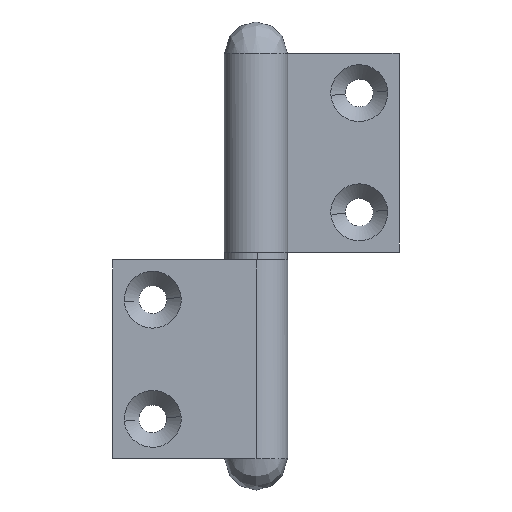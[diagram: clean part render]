
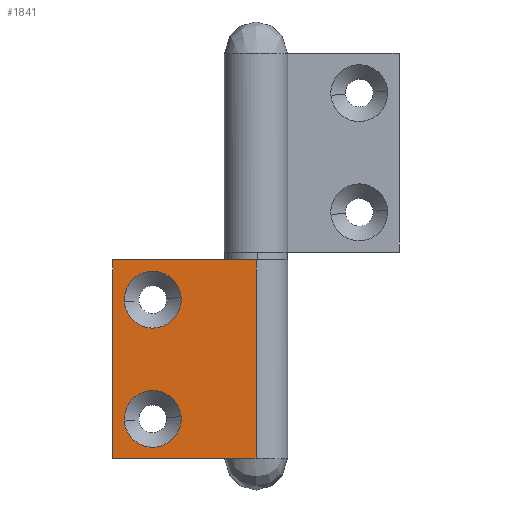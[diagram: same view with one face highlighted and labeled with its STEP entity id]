
A CAD part, front view. The second image highlights one B-rep face of the part: STEP entity #1841.
In plain terms, the highlighted free-form (B-spline) face has degree [1, 1] with [2, 2] control points.
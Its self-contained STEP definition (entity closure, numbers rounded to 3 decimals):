
#959=CARTESIAN_POINT('',(-18.872,-8.,40.561));
#960=VERTEX_POINT('',#959);
#966=CARTESIAN_POINT('',(-26.0,-8.0,47.15));
#967=VERTEX_POINT('',#966);
#968=CARTESIAN_POINT('',(-26.0,-8.0,47.15));
#969=CARTESIAN_POINT('',(-19.391,-8.,47.15));
#970=CARTESIAN_POINT('',(-18.872,-8.,40.561));
#978=(BOUNDED_CURVE()B_SPLINE_CURVE(2,(#968,#969,#970),.UNSPECIFIED.,.F.,.U.)B_SPLINE_CURVE_WITH_KNOTS((3,3),(0.0,0.236),.UNSPECIFIED.)CURVE()GEOMETRIC_REPRESENTATION_ITEM()RATIONAL_B_SPLINE_CURVE((1.0,0.723,0.97))REPRESENTATION_ITEM(''));
#979=EDGE_CURVE('',#967,#960,#978,.T.);
#981=CARTESIAN_POINT('',(-33.128,-8.,39.439));
#982=VERTEX_POINT('',#981);
#983=CARTESIAN_POINT('',(-33.128,-8.,39.439));
#984=CARTESIAN_POINT('',(-33.15,-8.,39.719));
#985=CARTESIAN_POINT('',(-33.15,-8.,40.));
#986=CARTESIAN_POINT('',(-33.15,-8.,47.15));
#987=CARTESIAN_POINT('',(-26.0,-8.0,47.15));
#995=(BOUNDED_CURVE()B_SPLINE_CURVE(2,(#983,#984,#985,#986,#987),.UNSPECIFIED.,.F.,.U.)B_SPLINE_CURVE_WITH_KNOTS((3,2,3),(0.736,0.75,1.0),.UNSPECIFIED.)CURVE()GEOMETRIC_REPRESENTATION_ITEM()RATIONAL_B_SPLINE_CURVE((0.97,0.984,1.0,0.707,1.0))REPRESENTATION_ITEM(''));
#996=EDGE_CURVE('',#982,#967,#995,.T.);
#1102=CARTESIAN_POINT('',(-26.0,-8.0,32.85));
#1103=VERTEX_POINT('',#1102);
#1104=CARTESIAN_POINT('',(-26.0,-8.0,32.85));
#1105=CARTESIAN_POINT('',(-32.609,-8.,32.85));
#1106=CARTESIAN_POINT('',(-33.128,-8.,39.439));
#1114=(BOUNDED_CURVE()B_SPLINE_CURVE(2,(#1104,#1105,#1106),.UNSPECIFIED.,.F.,.U.)B_SPLINE_CURVE_WITH_KNOTS((3,3),(0.5,0.736),.UNSPECIFIED.)CURVE()GEOMETRIC_REPRESENTATION_ITEM()RATIONAL_B_SPLINE_CURVE((1.0,0.723,0.97))REPRESENTATION_ITEM(''));
#1115=EDGE_CURVE('',#1103,#982,#1114,.T.);
#1117=CARTESIAN_POINT('',(-18.872,-8.,40.561));
#1118=CARTESIAN_POINT('',(-18.85,-8.,40.281));
#1119=CARTESIAN_POINT('',(-18.85,-8.,40.));
#1120=CARTESIAN_POINT('',(-18.85,-8.,32.85));
#1121=CARTESIAN_POINT('',(-26.0,-8.0,32.85));
#1129=(BOUNDED_CURVE()B_SPLINE_CURVE(2,(#1117,#1118,#1119,#1120,#1121),.UNSPECIFIED.,.F.,.U.)B_SPLINE_CURVE_WITH_KNOTS((3,2,3),(0.236,0.25,0.5),.UNSPECIFIED.)CURVE()GEOMETRIC_REPRESENTATION_ITEM()RATIONAL_B_SPLINE_CURVE((0.97,0.984,1.0,0.707,1.0))REPRESENTATION_ITEM(''));
#1130=EDGE_CURVE('',#960,#1103,#1129,.T.);
#1295=CARTESIAN_POINT('',(-18.872,-8.,10.561));
#1296=VERTEX_POINT('',#1295);
#1302=CARTESIAN_POINT('',(-26.0,-8.0,17.15));
#1303=VERTEX_POINT('',#1302);
#1304=CARTESIAN_POINT('',(-26.0,-8.0,17.15));
#1305=CARTESIAN_POINT('',(-19.391,-8.,17.15));
#1306=CARTESIAN_POINT('',(-18.872,-8.,10.561));
#1314=(BOUNDED_CURVE()B_SPLINE_CURVE(2,(#1304,#1305,#1306),.UNSPECIFIED.,.F.,.U.)B_SPLINE_CURVE_WITH_KNOTS((3,3),(0.0,0.236),.UNSPECIFIED.)CURVE()GEOMETRIC_REPRESENTATION_ITEM()RATIONAL_B_SPLINE_CURVE((1.0,0.723,0.97))REPRESENTATION_ITEM(''));
#1315=EDGE_CURVE('',#1303,#1296,#1314,.T.);
#1317=CARTESIAN_POINT('',(-33.128,-8.,9.439));
#1318=VERTEX_POINT('',#1317);
#1319=CARTESIAN_POINT('',(-33.128,-8.,9.439));
#1320=CARTESIAN_POINT('',(-33.15,-8.,9.719));
#1321=CARTESIAN_POINT('',(-33.15,-8.,10.));
#1322=CARTESIAN_POINT('',(-33.15,-8.,17.15));
#1323=CARTESIAN_POINT('',(-26.0,-8.0,17.15));
#1331=(BOUNDED_CURVE()B_SPLINE_CURVE(2,(#1319,#1320,#1321,#1322,#1323),.UNSPECIFIED.,.F.,.U.)B_SPLINE_CURVE_WITH_KNOTS((3,2,3),(0.736,0.75,1.0),.UNSPECIFIED.)CURVE()GEOMETRIC_REPRESENTATION_ITEM()RATIONAL_B_SPLINE_CURVE((0.97,0.984,1.0,0.707,1.0))REPRESENTATION_ITEM(''));
#1332=EDGE_CURVE('',#1318,#1303,#1331,.T.);
#1438=CARTESIAN_POINT('',(-26.0,-8.0,2.85));
#1439=VERTEX_POINT('',#1438);
#1440=CARTESIAN_POINT('',(-26.0,-8.0,2.85));
#1441=CARTESIAN_POINT('',(-32.609,-8.,2.85));
#1442=CARTESIAN_POINT('',(-33.128,-8.,9.439));
#1450=(BOUNDED_CURVE()B_SPLINE_CURVE(2,(#1440,#1441,#1442),.UNSPECIFIED.,.F.,.U.)B_SPLINE_CURVE_WITH_KNOTS((3,3),(0.5,0.736),.UNSPECIFIED.)CURVE()GEOMETRIC_REPRESENTATION_ITEM()RATIONAL_B_SPLINE_CURVE((1.0,0.723,0.97))REPRESENTATION_ITEM(''));
#1451=EDGE_CURVE('',#1439,#1318,#1450,.T.);
#1453=CARTESIAN_POINT('',(-18.872,-8.,10.561));
#1454=CARTESIAN_POINT('',(-18.85,-8.,10.281));
#1455=CARTESIAN_POINT('',(-18.85,-8.,10.));
#1456=CARTESIAN_POINT('',(-18.85,-8.,2.85));
#1457=CARTESIAN_POINT('',(-26.0,-8.0,2.85));
#1465=(BOUNDED_CURVE()B_SPLINE_CURVE(2,(#1453,#1454,#1455,#1456,#1457),.UNSPECIFIED.,.F.,.U.)B_SPLINE_CURVE_WITH_KNOTS((3,2,3),(0.236,0.25,0.5),.UNSPECIFIED.)CURVE()GEOMETRIC_REPRESENTATION_ITEM()RATIONAL_B_SPLINE_CURVE((0.97,0.984,1.0,0.707,1.0))REPRESENTATION_ITEM(''));
#1466=EDGE_CURVE('',#1296,#1439,#1465,.T.);
#1601=CARTESIAN_POINT('',(-36.0,-8.0,50.0));
#1602=VERTEX_POINT('',#1601);
#1610=CARTESIAN_POINT('',(0.,-8.0,50.0));
#1611=VERTEX_POINT('',#1610);
#1612=CARTESIAN_POINT('',(0.,-8.0,50.0));
#1613=CARTESIAN_POINT('',(-36.0,-8.0,50.0));
#1614=QUASI_UNIFORM_CURVE('',1,(#1612,#1613),.UNSPECIFIED.,.F.,.U.);
#1615=EDGE_CURVE('',#1611,#1602,#1614,.T.);
#1708=CARTESIAN_POINT('',(-36.0,-8.0,0.0));
#1709=VERTEX_POINT('',#1708);
#1766=CARTESIAN_POINT('',(0.,-8.0,0.0));
#1767=VERTEX_POINT('',#1766);
#1802=CARTESIAN_POINT('',(0.,-8.0,0.0));
#1803=CARTESIAN_POINT('',(-36.0,-8.0,0.0));
#1804=QUASI_UNIFORM_CURVE('',1,(#1802,#1803),.UNSPECIFIED.,.F.,.U.);
#1805=EDGE_CURVE('',#1767,#1709,#1804,.T.);
#1810=CARTESIAN_POINT('',(-37.798,-8.0,-2.497));
#1811=CARTESIAN_POINT('',(-37.798,-8.0,52.498));
#1812=CARTESIAN_POINT('',(1.798,-8.0,-2.497));
#1813=CARTESIAN_POINT('',(1.798,-8.0,52.498));
#1814=B_SPLINE_SURFACE_WITH_KNOTS('',1,1,((#1810,#1812),(#1811,#1813)),.UNSPECIFIED.,.F.,.F.,.U.,(2,2),(2,2),(0.0,54.995),(0.0,39.596),.UNSPECIFIED.);
#1815=ORIENTED_EDGE('',*,*,#1615,.T.);
#1816=CARTESIAN_POINT('',(-36.0,-8.0,0.0));
#1817=CARTESIAN_POINT('',(-36.0,-8.0,50.0));
#1818=QUASI_UNIFORM_CURVE('',1,(#1816,#1817),.UNSPECIFIED.,.F.,.U.);
#1819=EDGE_CURVE('',#1709,#1602,#1818,.T.);
#1820=ORIENTED_EDGE('',*,*,#1819,.F.);
#1821=ORIENTED_EDGE('',*,*,#1805,.F.);
#1822=CARTESIAN_POINT('',(0.,-8.0,0.0));
#1823=CARTESIAN_POINT('',(0.,-8.0,50.0));
#1824=QUASI_UNIFORM_CURVE('',1,(#1822,#1823),.UNSPECIFIED.,.F.,.U.);
#1825=EDGE_CURVE('',#1767,#1611,#1824,.T.);
#1826=ORIENTED_EDGE('',*,*,#1825,.T.);
#1827=EDGE_LOOP('',(#1815,#1820,#1821,#1826));
#1828=FACE_OUTER_BOUND('',#1827,.T.);
#1829=ORIENTED_EDGE('',*,*,#1451,.T.);
#1830=ORIENTED_EDGE('',*,*,#1332,.T.);
#1831=ORIENTED_EDGE('',*,*,#1315,.T.);
#1832=ORIENTED_EDGE('',*,*,#1466,.T.);
#1833=EDGE_LOOP('',(#1829,#1830,#1831,#1832));
#1834=FACE_BOUND('',#1833,.T.);
#1835=ORIENTED_EDGE('',*,*,#1115,.T.);
#1836=ORIENTED_EDGE('',*,*,#996,.T.);
#1837=ORIENTED_EDGE('',*,*,#979,.T.);
#1838=ORIENTED_EDGE('',*,*,#1130,.T.);
#1839=EDGE_LOOP('',(#1835,#1836,#1837,#1838));
#1840=FACE_BOUND('',#1839,.T.);
#1841=ADVANCED_FACE('',(#1828,#1834,#1840),#1814,.F.);
